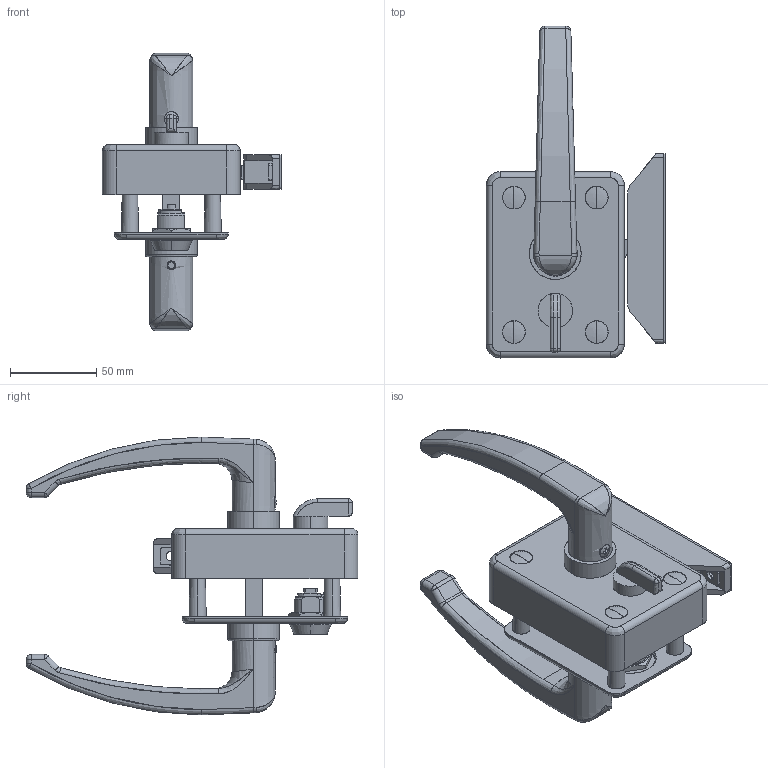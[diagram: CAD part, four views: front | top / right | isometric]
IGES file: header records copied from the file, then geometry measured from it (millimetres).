
Start section: SolidWorks IGES file using analytic representation for surfaces
Global section: file name: A-353-1S-R.IGS,15; native system: HSolidWorks 2021; preprocessor: SolidWorks 2021; author: 1337yo; date: 220902.110036; units: millimetre
Bounding box: 104 x 192.5 x 161 mm (x, y, z)
Surface area: 154240 mm2 (no closed solid volume)
Topology: 0 solids, 0 shells, 1188 faces, 16397 edges, 16346 vertices
Faces by surface type: revolution 617, bspline 571
